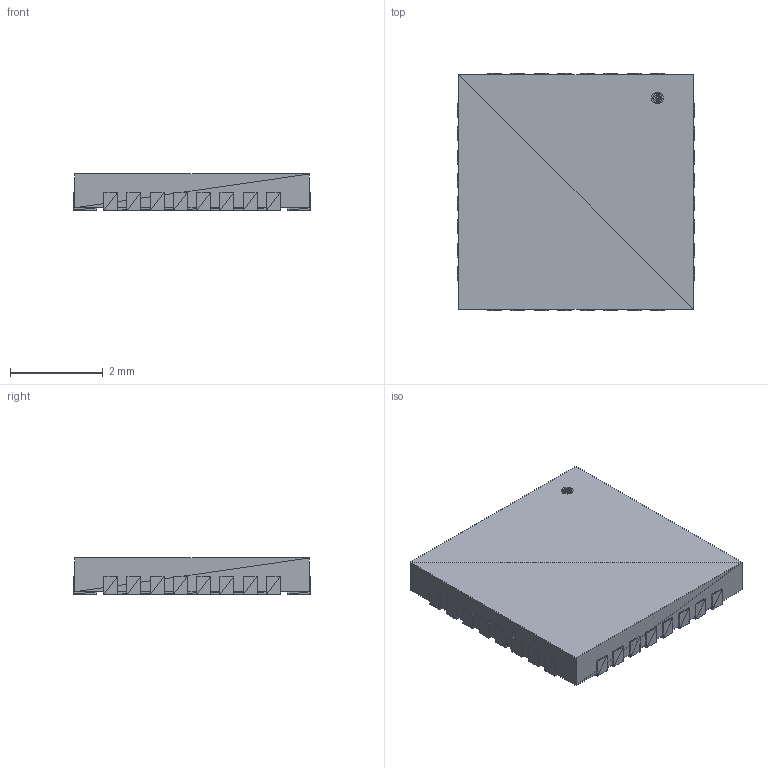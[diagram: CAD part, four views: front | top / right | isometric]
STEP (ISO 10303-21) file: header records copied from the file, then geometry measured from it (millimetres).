
FILE_DESCRIPTION(('STEP AP214'),'1');
FILE_NAME('CP_32_11-L','2018-08-22T21:35:27',(''),(''),'','','');
FILE_SCHEMA(('AUTOMOTIVE_DESIGN'));
Length unit declared in the file: millimetre
Products named in the file (1): product
Bounding box: 5.1 x 5.1 x 0.78 mm (x, y, z)
Surface area: 112.5 mm2 (no closed solid volume)
Topology: 0 solids, 792 shells, 792 faces, 2376 edges, 2376 vertices
Faces by surface type: plane 792
Entity records: 26195 total; most frequent: CARTESIAN_POINT 5545, DIRECTION 3962, ORIENTED_EDGE 2376, EDGE_CURVE 2376, VERTEX_POINT 2376, LINE 2376, VECTOR 2376, AXIS2_PLACEMENT_3D 793
